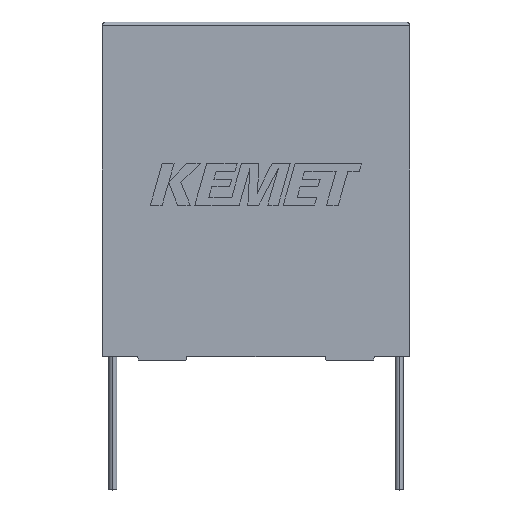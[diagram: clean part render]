
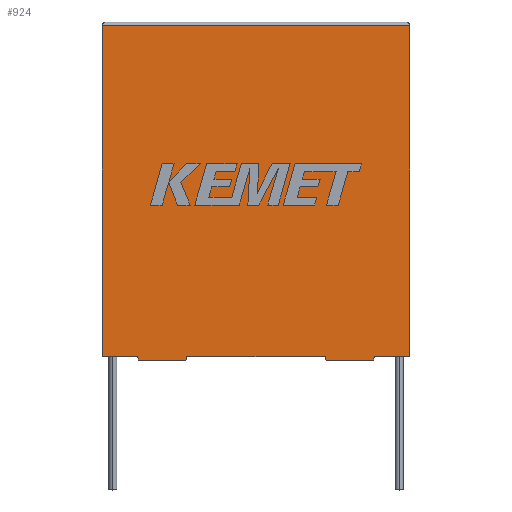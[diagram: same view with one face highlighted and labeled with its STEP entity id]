
A CAD part, top view. The second image highlights one B-rep face of the part: STEP entity #924.
In plain terms, the highlighted planar face has unit normal (0, 0, 1).
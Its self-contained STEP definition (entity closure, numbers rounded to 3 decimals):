
#53 = EDGE_CURVE ( 'NONE', #1986, #2243, #2962, .T. ) ;
#113 = ORIENTED_EDGE ( 'NONE', *, *, #1273, .T. ) ;
#121 = CARTESIAN_POINT ( 'NONE',  ( 29.36, -0.5, 29.3 ) ) ;
#138 = EDGE_CURVE ( 'NONE', #1054, #1363, #1341, .T. ) ;
#165 = DIRECTION ( 'NONE',  ( 0., 0., -1. ) ) ;
#207 = CARTESIAN_POINT ( 'NONE',  ( 35.526, -0.5, 29.3 ) ) ;
#234 = VECTOR ( 'NONE', #3116, 1000. ) ;
#267 = LINE ( 'NONE', #1904, #464 ) ;
#348 = DIRECTION ( 'NONE',  ( -0.287, -0.958, 0. ) ) ;
#362 = CARTESIAN_POINT ( 'NONE',  ( 40.3, 0., 29.3 ) ) ;
#406 = CARTESIAN_POINT ( 'NONE',  ( 0., 0., 29.3 ) ) ;
#446 = DIRECTION ( 'NONE',  ( 1., 0., 0. ) ) ;
#464 = VECTOR ( 'NONE', #446, 1000. ) ;
#545 = VECTOR ( 'NONE', #1577, 1000. ) ;
#607 = LINE ( 'NONE', #2713, #3200 ) ;
#631 = CARTESIAN_POINT ( 'NONE',  ( 0., 0., 29.3 ) ) ;
#683 = EDGE_CURVE ( 'NONE', #793, #2801, #2439, .T. ) ;
#702 = CARTESIAN_POINT ( 'NONE',  ( 4.774, -0.5, 29.3 ) ) ;
#705 = VERTEX_POINT ( 'NONE', #3188 ) ;
#706 = VECTOR ( 'NONE', #2913, 1000. ) ;
#751 = LINE ( 'NONE', #702, #2994 ) ;
#782 = ORIENTED_EDGE ( 'NONE', *, *, #53, .T. ) ;
#785 = EDGE_CURVE ( 'NONE', #2243, #3047, #751, .T. ) ;
#793 = VERTEX_POINT ( 'NONE', #1166 ) ;
#800 = VECTOR ( 'NONE', #2810, 1000. ) ;
#806 = CARTESIAN_POINT ( 'NONE',  ( 4.624, 0., 29.3 ) ) ;
#813 = CARTESIAN_POINT ( 'NONE',  ( 4.624, 0., 29.3 ) ) ;
#863 = LINE ( 'NONE', #2613, #234 ) ;
#897 = EDGE_CURVE ( 'NONE', #1363, #1686, #1223, .T. ) ;
#924 = ADVANCED_FACE ( 'NONE', ( #2750 ), #1162, .F. ) ;
#961 = EDGE_CURVE ( 'NONE', #3047, #3003, #1562, .T. ) ;
#986 = LINE ( 'NONE', #406, #706 ) ;
#1030 = DIRECTION ( 'NONE',  ( 0.287, 0.958, 0. ) ) ;
#1054 = VERTEX_POINT ( 'NONE', #2824 ) ;
#1061 = EDGE_CURVE ( 'NONE', #2570, #793, #2072, .T. ) ;
#1162 = PLANE ( 'NONE',  #1875 ) ;
#1166 = CARTESIAN_POINT ( 'NONE',  ( 40.3, 43.3, 29.3 ) ) ;
#1201 = DIRECTION ( 'NONE',  ( -1., 0., 0. ) ) ;
#1213 = ORIENTED_EDGE ( 'NONE', *, *, #1644, .T. ) ;
#1223 = LINE ( 'NONE', #1620, #2582 ) ;
#1273 = EDGE_CURVE ( 'NONE', #3003, #705, #986, .T. ) ;
#1286 = CARTESIAN_POINT ( 'NONE',  ( 40.3, 0., 29.3 ) ) ;
#1341 = LINE ( 'NONE', #1364, #1387 ) ;
#1363 = VERTEX_POINT ( 'NONE', #207 ) ;
#1364 = CARTESIAN_POINT ( 'NONE',  ( 35.676, 0., 29.3 ) ) ;
#1387 = VECTOR ( 'NONE', #348, 1000. ) ;
#1470 = LINE ( 'NONE', #3052, #3041 ) ;
#1531 = DIRECTION ( 'NONE',  ( -1., 0., 0. ) ) ;
#1562 = LINE ( 'NONE', #3043, #3216 ) ;
#1577 = DIRECTION ( 'NONE',  ( 0., 1., 0. ) ) ;
#1620 = CARTESIAN_POINT ( 'NONE',  ( 35.526, -0.5, 29.3 ) ) ;
#1644 = EDGE_CURVE ( 'NONE', #2196, #1986, #863, .T. ) ;
#1686 = VERTEX_POINT ( 'NONE', #121 ) ;
#1752 = EDGE_CURVE ( 'NONE', #1054, #2570, #267, .T. ) ;
#1766 = VECTOR ( 'NONE', #1201, 1000. ) ;
#1809 = ORIENTED_EDGE ( 'NONE', *, *, #785, .T. ) ;
#1849 = CARTESIAN_POINT ( 'NONE',  ( 4.774, -0.5, 29.3 ) ) ;
#1857 = CARTESIAN_POINT ( 'NONE',  ( 11.09, 0., 29.3 ) ) ;
#1875 = AXIS2_PLACEMENT_3D ( 'NONE', #2867, #165, #1531 ) ;
#1904 = CARTESIAN_POINT ( 'NONE',  ( 0., 0., 29.3 ) ) ;
#1915 = ORIENTED_EDGE ( 'NONE', *, *, #2631, .T. ) ;
#1986 = VERTEX_POINT ( 'NONE', #806 ) ;
#2072 = LINE ( 'NONE', #362, #545 ) ;
#2090 = DIRECTION ( 'NONE',  ( -1., 0., 0. ) ) ;
#2128 = ORIENTED_EDGE ( 'NONE', *, *, #1061, .T. ) ;
#2196 = VERTEX_POINT ( 'NONE', #631 ) ;
#2243 = VERTEX_POINT ( 'NONE', #1849 ) ;
#2296 = EDGE_LOOP ( 'NONE', ( #2128, #2879, #1915, #1213, #782, #1809, #2709, #113, #2700, #2550, #2800, #2481 ) ) ;
#2315 = EDGE_CURVE ( 'NONE', #1686, #705, #607, .T. ) ;
#2403 = CARTESIAN_POINT ( 'NONE',  ( 0., 43.3, 29.3 ) ) ;
#2439 = LINE ( 'NONE', #2403, #1766 ) ;
#2481 = ORIENTED_EDGE ( 'NONE', *, *, #1752, .T. ) ;
#2550 = ORIENTED_EDGE ( 'NONE', *, *, #897, .F. ) ;
#2570 = VERTEX_POINT ( 'NONE', #1286 ) ;
#2582 = VECTOR ( 'NONE', #2090, 1000. ) ;
#2595 = CARTESIAN_POINT ( 'NONE',  ( 0., 43.3, 29.3 ) ) ;
#2613 = CARTESIAN_POINT ( 'NONE',  ( 0., 0., 29.3 ) ) ;
#2631 = EDGE_CURVE ( 'NONE', #2801, #2196, #1470, .T. ) ;
#2678 = DIRECTION ( 'NONE',  ( -0.287, 0.958, 0. ) ) ;
#2700 = ORIENTED_EDGE ( 'NONE', *, *, #2315, .F. ) ;
#2702 = DIRECTION ( 'NONE',  ( 1., 0., 0. ) ) ;
#2709 = ORIENTED_EDGE ( 'NONE', *, *, #961, .T. ) ;
#2713 = CARTESIAN_POINT ( 'NONE',  ( 29.36, -0.5, 29.3 ) ) ;
#2750 = FACE_OUTER_BOUND ( 'NONE', #2296, .T. ) ;
#2800 = ORIENTED_EDGE ( 'NONE', *, *, #138, .F. ) ;
#2801 = VERTEX_POINT ( 'NONE', #2595 ) ;
#2810 = DIRECTION ( 'NONE',  ( 0.287, -0.958, 0. ) ) ;
#2823 = DIRECTION ( 'NONE',  ( 0., -1., 0. ) ) ;
#2824 = CARTESIAN_POINT ( 'NONE',  ( 35.676, 0., 29.3 ) ) ;
#2867 = CARTESIAN_POINT ( 'NONE',  ( 0., 0., 29.3 ) ) ;
#2879 = ORIENTED_EDGE ( 'NONE', *, *, #683, .T. ) ;
#2913 = DIRECTION ( 'NONE',  ( 1., 0., 0. ) ) ;
#2962 = LINE ( 'NONE', #813, #800 ) ;
#2994 = VECTOR ( 'NONE', #2702, 1000. ) ;
#3003 = VERTEX_POINT ( 'NONE', #1857 ) ;
#3041 = VECTOR ( 'NONE', #2823, 1000. ) ;
#3043 = CARTESIAN_POINT ( 'NONE',  ( 10.94, -0.5, 29.3 ) ) ;
#3047 = VERTEX_POINT ( 'NONE', #3192 ) ;
#3052 = CARTESIAN_POINT ( 'NONE',  ( 0., 0., 29.3 ) ) ;
#3116 = DIRECTION ( 'NONE',  ( 1., 0., 0. ) ) ;
#3188 = CARTESIAN_POINT ( 'NONE',  ( 29.21, 0., 29.3 ) ) ;
#3192 = CARTESIAN_POINT ( 'NONE',  ( 10.94, -0.5, 29.3 ) ) ;
#3200 = VECTOR ( 'NONE', #2678, 1000. ) ;
#3216 = VECTOR ( 'NONE', #1030, 1000. ) ;
